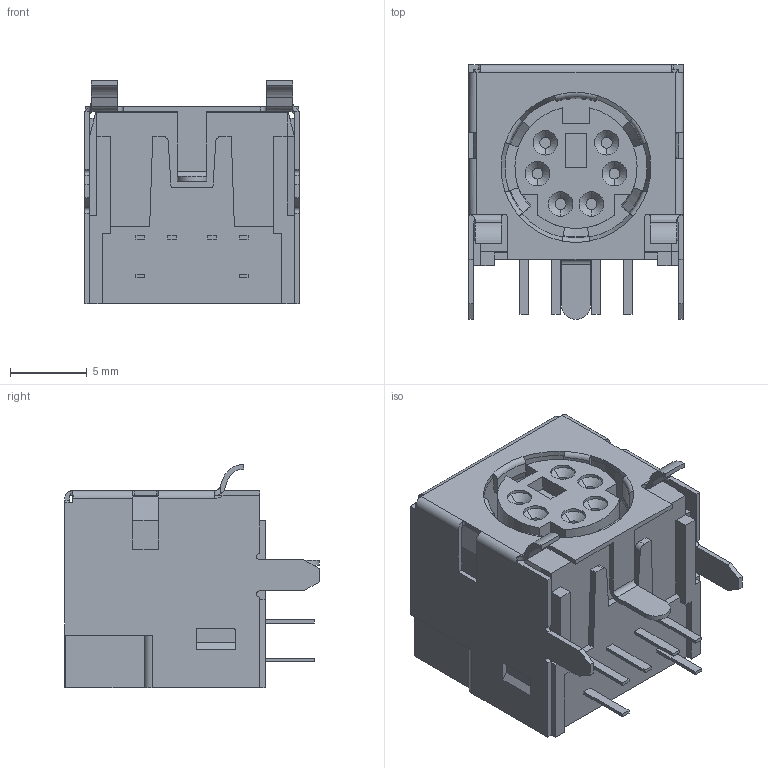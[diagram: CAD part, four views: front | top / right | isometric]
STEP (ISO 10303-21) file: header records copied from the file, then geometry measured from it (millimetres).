
FILE_DESCRIPTION((''),'2;1');
FILE_NAME('C-5750071-1','2014-07-14T',('workeradm'),('Tyco Electronics Ltd.'),'PRO/ENGINEER BY PARAMETRIC TECHNOLOGY CORPORATION, 2013050','PRO/ENGINEER BY PARAMETRIC TECHNOLOGY CORPORATION, 2013050','');
FILE_SCHEMA(('AUTOMOTIVE_DESIGN { 1 0 10303 214 1 1 1 1 }'));
Length unit declared in the file: millimetre
Products named in the file (1): C-5750071-1
Bounding box: 13.98 x 16.56 x 14.54 mm (x, y, z)
Volume: 2002.3 mm3; surface area: 1915.9 mm2
Topology: 1 solids, 1 shells, 344 faces, 970 edges, 630 vertices
Faces by surface type: plane 189, cylinder 101, torus 28, cone 26
Entity records: 11633 total; most frequent: CARTESIAN_POINT 2286, DIRECTION 1947, ORIENTED_EDGE 1940, EDGE_CURVE 970, AXIS2_PLACEMENT_3D 659, VERTEX_POINT 630, VECTOR 629, LINE 629
